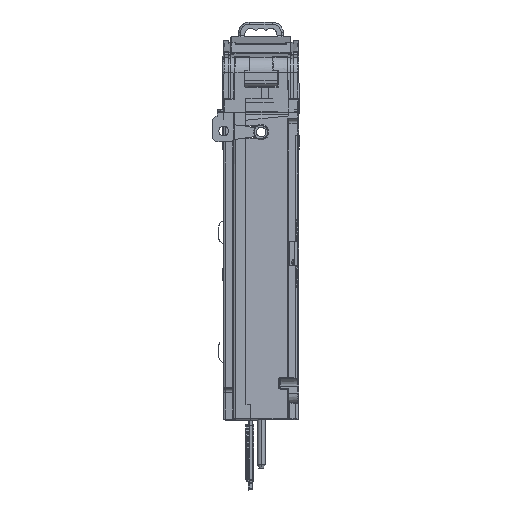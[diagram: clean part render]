
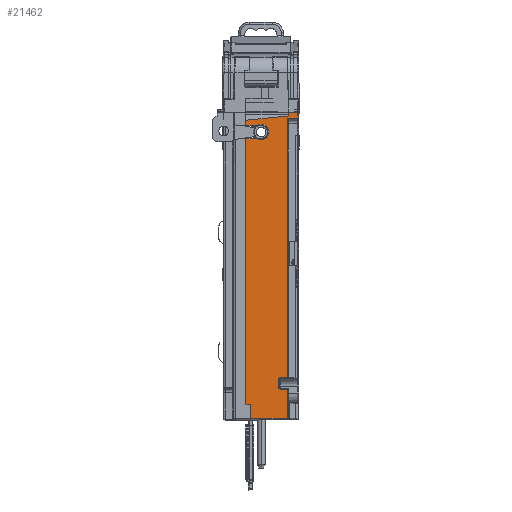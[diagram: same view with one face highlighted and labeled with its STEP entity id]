
A CAD part, left-side view. The second image highlights one B-rep face of the part: STEP entity #21462.
In plain terms, the highlighted planar face has unit normal (-1, -0.009, 0).
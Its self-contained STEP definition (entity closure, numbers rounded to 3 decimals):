
#500=CARTESIAN_POINT('',(-40.605,64.686,62.909));
#512=DIRECTION('',(-0.009,1.,-0.009));
#513=VECTOR('',#512,24.011);
#514=CARTESIAN_POINT('',(-40.662,71.189,-137.966));
#515=LINE('',#514,#513);
#516=DIRECTION('',(0.,0.,1.));
#517=VECTOR('',#516,9.028);
#518=CARTESIAN_POINT('',(-40.871,95.197,-138.176));
#519=LINE('',#518,#517);
#520=DIRECTION('',(-0.009,1.,0.017));
#521=VECTOR('',#520,3.001);
#522=CARTESIAN_POINT('',(-40.871,95.197,-129.148));
#523=LINE('',#522,#521);
#524=DIRECTION('',(0.,0.,1.));
#525=VECTOR('',#524,173.046);
#526=CARTESIAN_POINT('',(-40.897,98.197,-129.095));
#527=LINE('',#526,#525);
#528=DIRECTION('',(0.009,-1.,0.025));
#529=VECTOR('',#528,10.166);
#530=CARTESIAN_POINT('',(-40.897,98.197,43.951));
#531=LINE('',#530,#529);
#532=CARTESIAN_POINT('',(-40.809,88.035,44.202));
#533=CARTESIAN_POINT('',(-40.804,87.448,44.243));
#534=CARTESIAN_POINT('',(-40.794,86.391,44.496));
#535=CARTESIAN_POINT('',(-40.783,85.094,45.469));
#536=CARTESIAN_POINT('',(-40.776,84.281,46.794));
#537=CARTESIAN_POINT('',(-40.774,84.,48.323));
#538=CARTESIAN_POINT('',(-40.776,84.3,49.849));
#539=CARTESIAN_POINT('',(-40.783,85.121,51.153));
#540=CARTESIAN_POINT('',(-40.795,86.412,52.107));
#541=CARTESIAN_POINT('',(-40.804,87.456,52.354));
#542=CARTESIAN_POINT('',(-40.809,88.035,52.394));
#544=DIRECTION('',(-0.009,1.,0.025));
#545=VECTOR('',#544,10.166);
#546=CARTESIAN_POINT('',(-40.809,88.035,52.394));
#547=LINE('',#546,#545);
#548=DIRECTION('',(0.,0.,1.));
#549=VECTOR('',#548,3.356);
#550=CARTESIAN_POINT('',(-40.897,98.197,52.645));
#551=LINE('',#550,#549);
#552=DIRECTION('',(0.009,-0.995,0.102));
#553=VECTOR('',#552,27.736);
#554=CARTESIAN_POINT('',(-40.897,98.197,56.));
#555=LINE('',#554,#553);
#556=DIRECTION('',(0.,0.,1.));
#557=VECTOR('',#556,3.977);
#558=CARTESIAN_POINT('',(-40.657,70.607,58.83));
#559=LINE('',#558,#557);
#560=DIRECTION('',(0.009,-1.,0.017));
#561=VECTOR('',#560,5.923);
#562=CARTESIAN_POINT('',(-40.657,70.608,62.807));
#563=LINE('',#562,#561);
#564=DIRECTION('',(0.,0.,-1.));
#565=VECTOR('',#564,5.474);
#566=CARTESIAN_POINT('',(-40.605,64.686,62.909));
#567=LINE('',#566,#565);
#568=DIRECTION('',(-0.009,1.,-0.009));
#569=VECTOR('',#568,6.501);
#570=CARTESIAN_POINT('',(-40.605,64.688,57.435));
#571=LINE('',#570,#569);
#572=DIRECTION('',(-0.009,1.,-0.017));
#573=VECTOR('',#572,4.773);
#574=CARTESIAN_POINT('',(-40.662,71.189,-111.594));
#575=LINE('',#574,#573);
#576=DIRECTION('',(0.,0.,1.));
#577=VECTOR('',#576,5.295);
#578=CARTESIAN_POINT('',(-40.712,76.943,-117.972));
#579=LINE('',#578,#577);
#589=CARTESIAN_POINT('',(-40.703,75.96,-118.972));
#590=CARTESIAN_POINT('',(-40.705,76.147,-118.969));
#591=CARTESIAN_POINT('',(-40.708,76.47,-118.874));
#592=CARTESIAN_POINT('',(-40.711,76.853,-118.483));
#593=CARTESIAN_POINT('',(-40.712,76.943,-118.159));
#594=CARTESIAN_POINT('',(-40.712,76.943,-117.972));
#601=DIRECTION('',(-0.009,1.,0.017));
#602=VECTOR('',#601,4.773);
#603=CARTESIAN_POINT('',(-40.662,71.189,-119.055));
#604=LINE('',#603,#602);
#772=CARTESIAN_POINT('',(-40.712,76.943,-112.677));
#773=CARTESIAN_POINT('',(-40.712,76.943,-112.49));
#774=CARTESIAN_POINT('',(-40.711,76.853,-112.166));
#775=CARTESIAN_POINT('',(-40.708,76.47,-111.776));
#776=CARTESIAN_POINT('',(-40.705,76.147,-111.681));
#777=CARTESIAN_POINT('',(-40.703,75.96,-111.677));
#796=DIRECTION('',(0.,0.,1.));
#797=VECTOR('',#796,168.973);
#798=CARTESIAN_POINT('',(-40.662,71.189,-111.594));
#799=LINE('',#798,#797);
#5995=DIRECTION('',(0.,0.,1.));
#5996=VECTOR('',#5995,18.911);
#5997=CARTESIAN_POINT('',(-40.662,71.189,
-137.966));
#5998=LINE('',#5997,#5996);
#16809=CARTESIAN_POINT('',(-40.871,95.197,
-138.176));
#16810=CARTESIAN_POINT('',(-40.871,95.197,
-129.148));
#16811=VERTEX_POINT('',#16809);
#16812=VERTEX_POINT('',#16810);
#16813=CARTESIAN_POINT('',(-40.897,98.197,
-129.095));
#16814=VERTEX_POINT('',#16813);
#16815=CARTESIAN_POINT('',(-40.897,98.197,
43.951));
#16816=VERTEX_POINT('',#16815);
#16817=CARTESIAN_POINT('',(-40.809,88.035,
44.202));
#16818=VERTEX_POINT('',#16817);
#16819=VERTEX_POINT('',#542);
#16820=CARTESIAN_POINT('',(-40.897,98.197,
52.645));
#16821=VERTEX_POINT('',#16820);
#16822=CARTESIAN_POINT('',(-40.897,98.197,
56.));
#16823=VERTEX_POINT('',#16822);
#17436=VERTEX_POINT('',#500);
#17439=CARTESIAN_POINT('',(-40.605,64.688,
57.435));
#17440=VERTEX_POINT('',#17439);
#17441=CARTESIAN_POINT('',(-40.712,76.943,
-117.972));
#17442=CARTESIAN_POINT('',(-40.712,76.943,
-112.677));
#17443=VERTEX_POINT('',#17441);
#17444=VERTEX_POINT('',#17442);
#17445=VERTEX_POINT('',#589);
#17446=CARTESIAN_POINT('',(-40.662,71.189,
-119.055));
#17447=VERTEX_POINT('',#17446);
#17448=CARTESIAN_POINT('',(-40.662,71.189,
-137.966));
#17449=VERTEX_POINT('',#17448);
#17450=CARTESIAN_POINT('',(-40.657,70.607,
58.83));
#17451=VERTEX_POINT('',#17450);
#17452=CARTESIAN_POINT('',(-40.657,70.608,
62.807));
#17453=VERTEX_POINT('',#17452);
#17454=CARTESIAN_POINT('',(-40.662,71.189,
57.379));
#17455=VERTEX_POINT('',#17454);
#17456=CARTESIAN_POINT('',(-40.662,71.189,
-111.594));
#17457=VERTEX_POINT('',#17456);
#17458=CARTESIAN_POINT('',(-40.703,75.96,
-111.677));
#17459=VERTEX_POINT('',#17458);
#21416=CARTESIAN_POINT('',(-40.897,98.197,
-140.045));
#21417=DIRECTION('',(-1.,-0.009,0.));
#21418=DIRECTION('',(0.,0.,1.));
#21419=AXIS2_PLACEMENT_3D('',#21416,#21417,#21418);
#21420=PLANE('',#21419);
#21422=ORIENTED_EDGE('',*,*,#21421,.F.);
#21424=ORIENTED_EDGE('',*,*,#21423,.F.);
#21426=ORIENTED_EDGE('',*,*,#21425,.F.);
#21428=ORIENTED_EDGE('',*,*,#21427,.F.);
#21430=ORIENTED_EDGE('',*,*,#21429,.T.);
#21432=ORIENTED_EDGE('',*,*,#21431,.T.);
#21434=ORIENTED_EDGE('',*,*,#21433,.T.);
#21436=ORIENTED_EDGE('',*,*,#21435,.T.);
#21438=ORIENTED_EDGE('',*,*,#21437,.T.);
#21440=ORIENTED_EDGE('',*,*,#21439,.T.);
#21442=ORIENTED_EDGE('',*,*,#21441,.T.);
#21444=ORIENTED_EDGE('',*,*,#21443,.T.);
#21446=ORIENTED_EDGE('',*,*,#21445,.T.);
#21448=ORIENTED_EDGE('',*,*,#21447,.T.);
#21450=ORIENTED_EDGE('',*,*,#21449,.T.);
#21451=ORIENTED_EDGE('',*,*,#21406,.T.);
#21453=ORIENTED_EDGE('',*,*,#21452,.T.);
#21455=ORIENTED_EDGE('',*,*,#21454,.F.);
#21457=ORIENTED_EDGE('',*,*,#21456,.T.);
#21459=ORIENTED_EDGE('',*,*,#21458,.F.);
#21460=EDGE_LOOP('',(#21422,#21424,#21426,#21428,#21430,#21432,#21434,#21436,
#21438,#21440,#21442,#21444,#21446,#21448,#21450,#21451,#21453,#21455,#21457,
#21459));
#21461=FACE_OUTER_BOUND('',#21460,.F.);
#21462=ADVANCED_FACE('',(#21461),#21420,.T.);
#543=B_SPLINE_CURVE_WITH_KNOTS('',3,(#532,#533,#534,#535,#536,#537,#538,#539,
#540,#541,#542),.UNSPECIFIED.,.F.,.F.,(4,1,1,1,1,1,1,1,4),(0.,0.125,0.25,
0.375,0.5,0.625,0.75,0.875,1.),.UNSPECIFIED.);
#595=B_SPLINE_CURVE_WITH_KNOTS('',3,(#589,#590,#591,#592,#593,#594),
.UNSPECIFIED.,.F.,.F.,(4,1,1,4),(0.,0.333,0.667,1.),
.UNSPECIFIED.);
#778=B_SPLINE_CURVE_WITH_KNOTS('',3,(#772,#773,#774,#775,#776,#777),
.UNSPECIFIED.,.F.,.F.,(4,1,1,4),(0.,0.333,0.667,1.),
.UNSPECIFIED.);
#21406=EDGE_CURVE('',#17436,#17440,#567,.T.);
#21421=EDGE_CURVE('',#17443,#17444,#579,.T.);
#21423=EDGE_CURVE('',#17445,#17443,#595,.T.);
#21425=EDGE_CURVE('',#17447,#17445,#604,.T.);
#21427=EDGE_CURVE('',#17449,#17447,#5998,.T.);
#21429=EDGE_CURVE('',#17449,#16811,#515,.T.);
#21431=EDGE_CURVE('',#16811,#16812,#519,.T.);
#21433=EDGE_CURVE('',#16812,#16814,#523,.T.);
#21435=EDGE_CURVE('',#16814,#16816,#527,.T.);
#21437=EDGE_CURVE('',#16816,#16818,#531,.T.);
#21439=EDGE_CURVE('',#16818,#16819,#543,.T.);
#21441=EDGE_CURVE('',#16819,#16821,#547,.T.);
#21443=EDGE_CURVE('',#16821,#16823,#551,.T.);
#21445=EDGE_CURVE('',#16823,#17451,#555,.T.);
#21447=EDGE_CURVE('',#17451,#17453,#559,.T.);
#21449=EDGE_CURVE('',#17453,#17436,#563,.T.);
#21452=EDGE_CURVE('',#17440,#17455,#571,.T.);
#21454=EDGE_CURVE('',#17457,#17455,#799,.T.);
#21456=EDGE_CURVE('',#17457,#17459,#575,.T.);
#21458=EDGE_CURVE('',#17444,#17459,#778,.T.);
